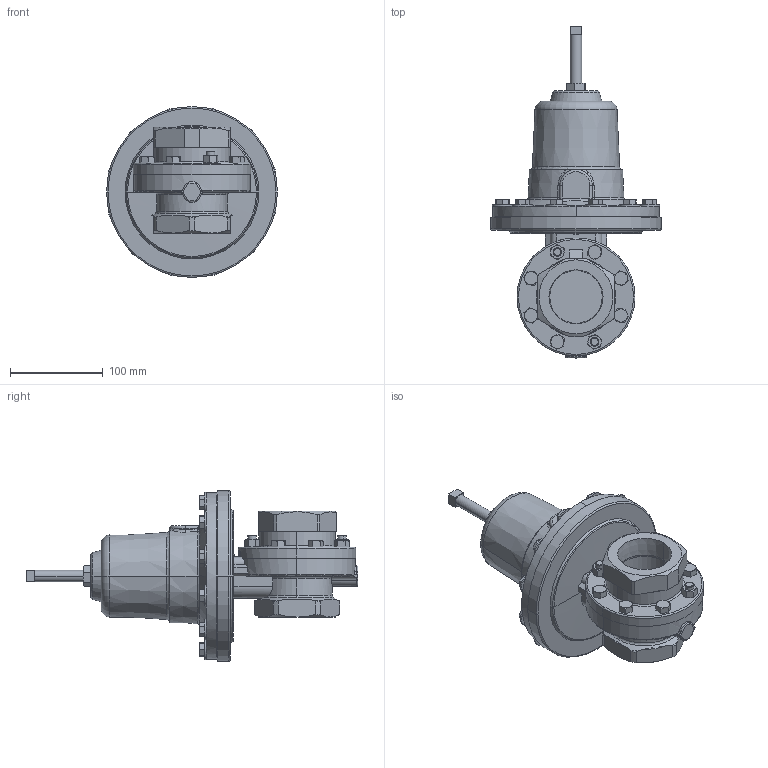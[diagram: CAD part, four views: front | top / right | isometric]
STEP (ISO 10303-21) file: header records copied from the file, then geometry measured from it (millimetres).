
FILE_DESCRIPTION (( 'STEP AP203' ), '1' );
FILE_NAME ('60-200-DI-PT.STEP', '2017-07-19T17:25:10', ( '' ), ( '' ), 'SwSTEP 2.0', 'SolidWorks 2014', '' );
FILE_SCHEMA (( 'CONFIG_CONTROL_DESIGN' ));
Length unit declared in the file: inch
Products named in the file (2): 60-200-DI-PT
Bounding box: 184.15 x 357.87 x 184.15 mm (x, y, z)
Volume: 2261569.6 mm3; surface area: 231677.8 mm2
Topology: 1 solids, 1 shells, 664 faces, 1620 edges, 995 vertices
Faces by surface type: plane 263, cone 181, cylinder 108, bspline 60, torus 50, sphere 2
Entity records: 33828 total; most frequent: CARTESIAN_POINT 18837, ORIENTED_EDGE 3240, DIRECTION 2889, EDGE_CURVE 1620, AXIS2_PLACEMENT_3D 1182, VERTEX_POINT 995, EDGE_LOOP 725, ADVANCED_FACE 664
